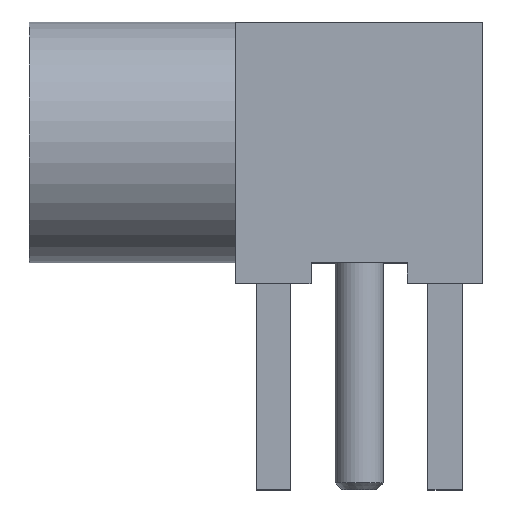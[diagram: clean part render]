
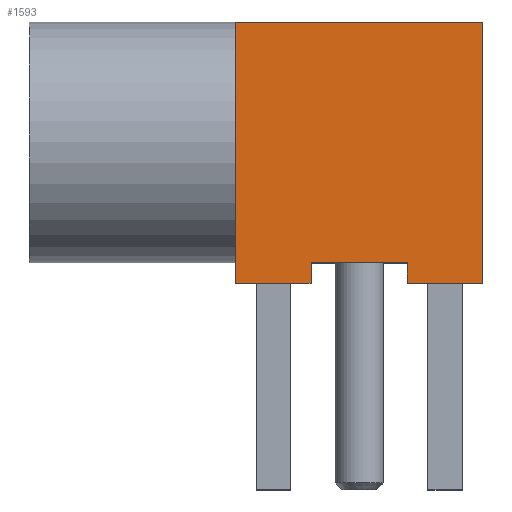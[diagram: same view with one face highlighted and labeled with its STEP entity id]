
A CAD part, top view. The second image highlights one B-rep face of the part: STEP entity #1593.
In plain terms, the highlighted planar face has unit normal (0, 0, 1).
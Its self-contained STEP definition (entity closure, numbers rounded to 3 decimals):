
#166=DIRECTION('',(-1.,0.,0.));
#167=VECTOR('',#166,1.1);
#168=CARTESIAN_POINT('',(0.8,-0.4,1.8));
#169=LINE('',#168,#167);
#178=DIRECTION('',(-1.,0.,0.));
#179=VECTOR('',#178,1.1);
#180=CARTESIAN_POINT('',(3.3,-0.4,1.8));
#181=LINE('',#180,#179);
#526=DIRECTION('',(0.,1.,0.));
#527=VECTOR('',#526,3.8);
#528=CARTESIAN_POINT('',(3.3,-0.4,1.8));
#529=LINE('',#528,#527);
#542=DIRECTION('',(0.,-1.,0.));
#543=VECTOR('',#542,0.3);
#544=CARTESIAN_POINT('',(2.2,-0.1,1.8));
#545=LINE('',#544,#543);
#546=DIRECTION('',(1.,0.,0.));
#547=VECTOR('',#546,1.4);
#548=CARTESIAN_POINT('',(0.8,-0.1,1.8));
#549=LINE('',#548,#547);
#550=DIRECTION('',(0.,-1.,0.));
#551=VECTOR('',#550,0.3);
#552=CARTESIAN_POINT('',(0.8,-0.1,1.8));
#553=LINE('',#552,#551);
#554=DIRECTION('',(0.,1.,0.));
#555=VECTOR('',#554,3.8);
#556=CARTESIAN_POINT('',(-0.3,-0.4,1.8));
#557=LINE('',#556,#555);
#558=DIRECTION('',(-1.,0.,0.));
#559=VECTOR('',#558,3.6);
#560=CARTESIAN_POINT('',(3.3,3.4,1.8));
#561=LINE('',#560,#559);
#655=CARTESIAN_POINT('',(3.3,3.4,1.8));
#656=CARTESIAN_POINT('',(-0.3,3.4,1.8));
#657=VERTEX_POINT('',#655);
#658=VERTEX_POINT('',#656);
#659=CARTESIAN_POINT('',(-0.3,-0.4,1.8));
#661=VERTEX_POINT('',#659);
#665=CARTESIAN_POINT('',(0.8,-0.4,1.8));
#666=VERTEX_POINT('',#665);
#667=CARTESIAN_POINT('',(3.3,-0.4,1.8));
#668=CARTESIAN_POINT('',(2.2,-0.4,1.8));
#669=VERTEX_POINT('',#667);
#670=VERTEX_POINT('',#668);
#695=CARTESIAN_POINT('',(0.8,-0.1,1.8));
#696=VERTEX_POINT('',#695);
#697=CARTESIAN_POINT('',(2.2,-0.1,1.8));
#699=VERTEX_POINT('',#697);
#1577=CARTESIAN_POINT('',(0.,0.,1.8));
#1578=DIRECTION('',(0.,0.,1.));
#1579=DIRECTION('',(1.,0.,0.));
#1580=AXIS2_PLACEMENT_3D('',#1577,#1578,#1579);
#1581=PLANE('',#1580);
#1582=ORIENTED_EDGE('',*,*,#1520,.F.);
#1583=ORIENTED_EDGE('',*,*,#1061,.T.);
#1584=ORIENTED_EDGE('',*,*,#1570,.F.);
#1585=ORIENTED_EDGE('',*,*,#884,.F.);
#1587=ORIENTED_EDGE('',*,*,#1586,.T.);
#1588=ORIENTED_EDGE('',*,*,#1037,.T.);
#1589=ORIENTED_EDGE('',*,*,#1140,.T.);
#1590=ORIENTED_EDGE('',*,*,#1501,.F.);
#1591=EDGE_LOOP('',(#1582,#1583,#1584,#1585,#1587,#1588,#1589,#1590));
#1592=FACE_OUTER_BOUND('',#1591,.F.);
#884=EDGE_CURVE('',#696,#699,#549,.T.);
#1037=EDGE_CURVE('',#666,#661,#169,.T.);
#1061=EDGE_CURVE('',#669,#670,#181,.T.);
#1140=EDGE_CURVE('',#661,#658,#557,.T.);
#1501=EDGE_CURVE('',#657,#658,#561,.T.);
#1520=EDGE_CURVE('',#669,#657,#529,.T.);
#1570=EDGE_CURVE('',#699,#670,#545,.T.);
#1586=EDGE_CURVE('',#696,#666,#553,.T.);
#1593=ADVANCED_FACE('',(#1592),#1581,.T.);
